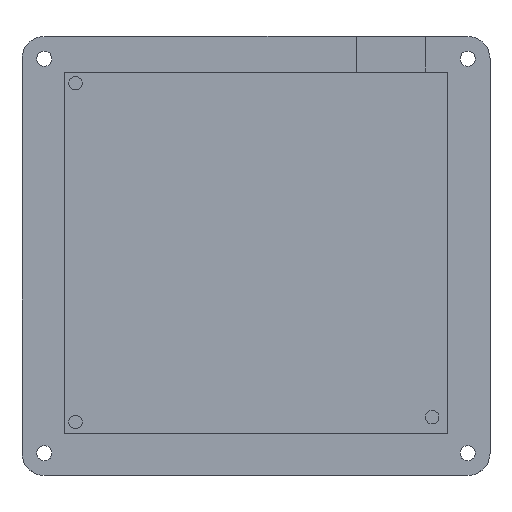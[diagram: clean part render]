
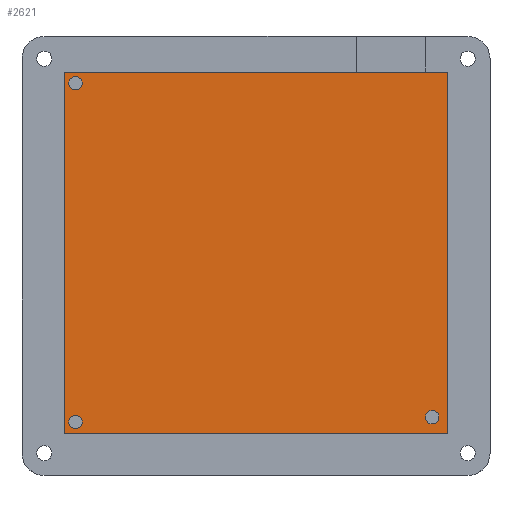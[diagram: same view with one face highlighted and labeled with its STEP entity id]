
A CAD part, top view. The second image highlights one B-rep face of the part: STEP entity #2621.
In plain terms, the highlighted planar face has unit normal (0, 0, 1).
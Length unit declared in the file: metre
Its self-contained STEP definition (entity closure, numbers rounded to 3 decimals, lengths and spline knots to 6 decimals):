
#142=LINE('',#3590,#378);
#146=LINE('',#3599,#382);
#149=LINE('',#3617,#385);
#152=LINE('',#3629,#388);
#378=VECTOR('',#2999,1.);
#382=VECTOR('',#3005,1.);
#385=VECTOR('',#3026,1.);
#388=VECTOR('',#3037,1.);
#683=ORIENTED_EDGE('',*,*,#1455,.F.);
#684=ORIENTED_EDGE('',*,*,#1456,.F.);
#685=ORIENTED_EDGE('',*,*,#1457,.F.);
#686=ORIENTED_EDGE('',*,*,#1441,.F.);
#687=ORIENTED_EDGE('',*,*,#1452,.F.);
#688=ORIENTED_EDGE('',*,*,#1458,.F.);
#689=ORIENTED_EDGE('',*,*,#1445,.F.);
#1441=EDGE_CURVE('',#1832,#1833,#142,.T.);
#1445=EDGE_CURVE('',#1833,#1836,#146,.T.);
#1452=EDGE_CURVE('',#1842,#1832,#149,.T.);
#1455=EDGE_CURVE('',#1844,#1844,#2100,.T.);
#1456=EDGE_CURVE('',#1845,#1845,#2101,.T.);
#1457=EDGE_CURVE('',#1846,#1846,#2102,.T.);
#1458=EDGE_CURVE('',#1836,#1842,#152,.T.);
#1832=VERTEX_POINT('',#3591);
#1833=VERTEX_POINT('',#3592);
#1836=VERTEX_POINT('',#3600);
#1842=VERTEX_POINT('',#3618);
#1844=VERTEX_POINT('',#3624);
#1845=VERTEX_POINT('',#3626);
#1846=VERTEX_POINT('',#3628);
#2100=CIRCLE('',#2802,0.0015);
#2101=CIRCLE('',#2803,0.0015);
#2102=CIRCLE('',#2804,0.0015);
#2178=EDGE_LOOP('',(#683));
#2179=EDGE_LOOP('',(#684));
#2180=EDGE_LOOP('',(#685));
#2181=EDGE_LOOP('',(#686,#687,#688,#689));
#2365=FACE_BOUND('',#2178,.T.);
#2366=FACE_BOUND('',#2179,.T.);
#2367=FACE_BOUND('',#2180,.T.);
#2368=FACE_BOUND('',#2181,.T.);
#2532=PLANE('',#2801);
#2621=ADVANCED_FACE('',(#2365,#2366,#2367,#2368),#2532,.T.);
#2801=AXIS2_PLACEMENT_3D('',#3622,#3029,#3030);
#2802=AXIS2_PLACEMENT_3D('',#3623,#3031,#3032);
#2803=AXIS2_PLACEMENT_3D('',#3625,#3033,#3034);
#2804=AXIS2_PLACEMENT_3D('',#3627,#3035,#3036);
#2999=DIRECTION('',(-1.,0.,0.));
#3005=DIRECTION('',(0.,1.,0.));
#3026=DIRECTION('',(0.,-1.,0.));
#3029=DIRECTION('',(0.,0.,1.));
#3030=DIRECTION('',(1.,0.,0.));
#3031=DIRECTION('',(0.,0.,1.));
#3032=DIRECTION('',(1.,0.,0.));
#3033=DIRECTION('',(0.,0.,1.));
#3034=DIRECTION('',(1.,0.,0.));
#3035=DIRECTION('',(0.,0.,1.));
#3036=DIRECTION('',(1.,0.,0.));
#3037=DIRECTION('',(1.,0.,0.));
#3590=CARTESIAN_POINT('',(0.004391,-0.033264,0.002326));
#3591=CARTESIAN_POINT('',(0.025891,-0.033264,0.002326));
#3592=CARTESIAN_POINT('',(-0.060109,-0.033264,0.002326));
#3599=CARTESIAN_POINT('',(-0.060109,-0.013014,0.002326));
#3600=CARTESIAN_POINT('',(-0.060109,0.047736,0.002326));
#3617=CARTESIAN_POINT('',(0.025891,0.027486,0.002326));
#3618=CARTESIAN_POINT('',(0.025891,0.047736,0.002326));
#3622=CARTESIAN_POINT('',(-0.017109,0.007236,0.002326));
#3623=CARTESIAN_POINT('',(-0.057609,0.045236,0.002326));
#3624=CARTESIAN_POINT('',(-0.056109,0.045236,0.002326));
#3625=CARTESIAN_POINT('',(-0.057609,-0.030764,0.002326));
#3626=CARTESIAN_POINT('',(-0.056109,-0.030764,0.002326));
#3627=CARTESIAN_POINT('',(0.022428,-0.029693,0.002326));
#3628=CARTESIAN_POINT('',(0.023928,-0.029693,0.002326));
#3629=CARTESIAN_POINT('',(-0.038609,0.047736,0.002326));
